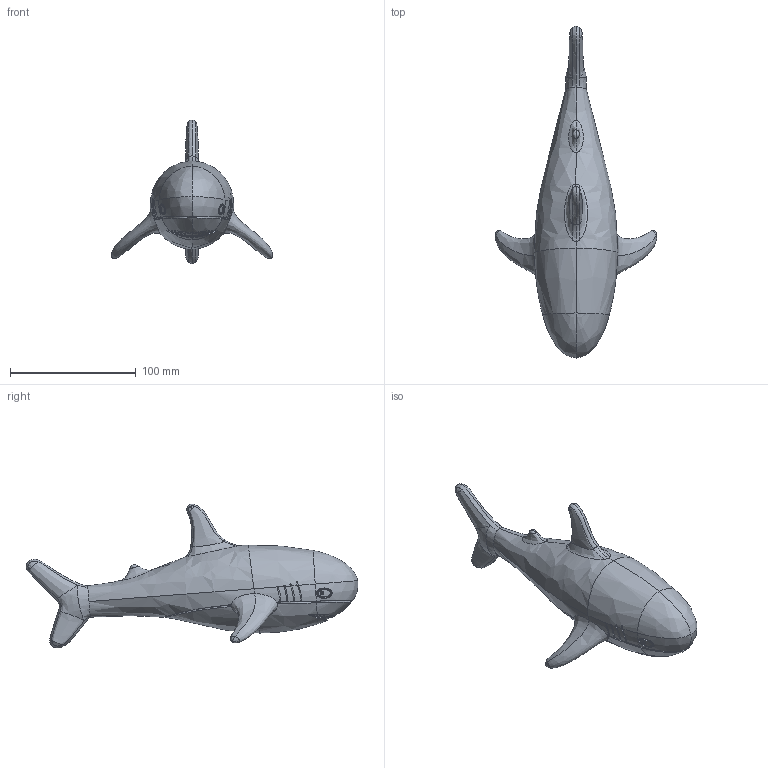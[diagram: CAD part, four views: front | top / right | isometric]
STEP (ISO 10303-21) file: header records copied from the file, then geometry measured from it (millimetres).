
FILE_DESCRIPTION(/* description */ (''),/* implementation_level */ '2;1');
FILE_NAME(/* name */ 'Blahajv11.step',/* time_stamp */ '2024-10-07T22:16:57+01:00',/* author */ (''),/* organization */ (''),/* preprocessor_version */ 'ST-DEVELOPER v20',/* originating_system */ 'Autodesk Translation Framework v13.20.0.188',/* authorisation */ '');
FILE_SCHEMA (('AUTOMOTIVE_DESIGN { 1 0 10303 214 3 1 1 }'));
Length unit declared in the file: millimetre
Products named in the file (2): Blahaj; attempt2
Assembly tree (1 placements, depth 2):
  Blahaj
    attempt2
Bounding box: 128.35 x 263.5 x 114.24 mm (x, y, z)
Volume: 486834.8 mm3; surface area: 46082.9 mm2
Topology: 1 solids, 21 shells, 605 faces, 1697 edges, 1106 vertices
Faces by surface type: bspline 452, plane 149, cylinder 4
Entity records: 36869 total; most frequent: CARTESIAN_POINT 24495, ORIENTED_EDGE 3330, EDGE_CURVE 1665, VERTEX_POINT 1106, DIRECTION 1061, B_SPLINE_CURVE_WITH_KNOTS 910, EDGE_LOOP 627, LINE 619
